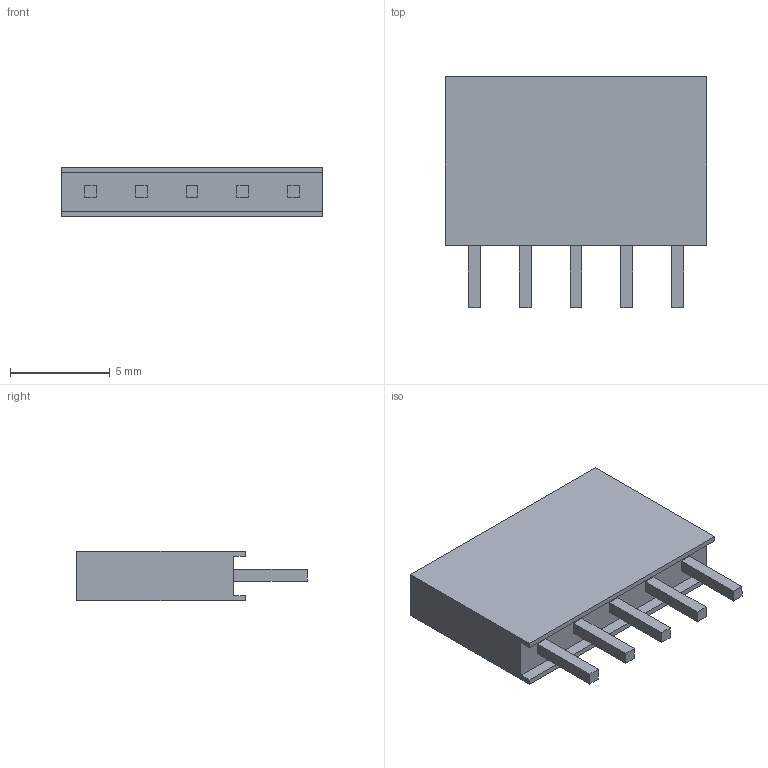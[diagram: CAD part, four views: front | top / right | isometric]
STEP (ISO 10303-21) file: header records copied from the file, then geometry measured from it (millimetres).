
FILE_DESCRIPTION (( 'STEP AP214' ), '1' );
FILE_NAME ('Pin Header Socket 1x5 Pitch 2_54mm.STEP', '2021-05-25T19:51:52', ( '' ), ( '' ), 'SwSTEP 2.0', 'SolidWorks 2019', '' );
FILE_SCHEMA (( 'AUTOMOTIVE_DESIGN' ));
Length unit declared in the file: millimetre
Products named in the file (1): Pin Header Socket 1x5 Pitch 2_54mm
Bounding box: 13.1 x 11.55 x 2.5 mm (x, y, z)
Volume: 252.7 mm3; surface area: 479.6 mm2
Topology: 6 solids, 6 shells, 80 faces, 184 edges, 116 vertices
Faces by surface type: plane 80
Entity records: 2628 total; most frequent: CARTESIAN_POINT 381, ORIENTED_EDGE 368, DIRECTION 346, VECTOR 184, LINE 184, EDGE_CURVE 184, VERTEX_POINT 116, EDGE_LOOP 90
